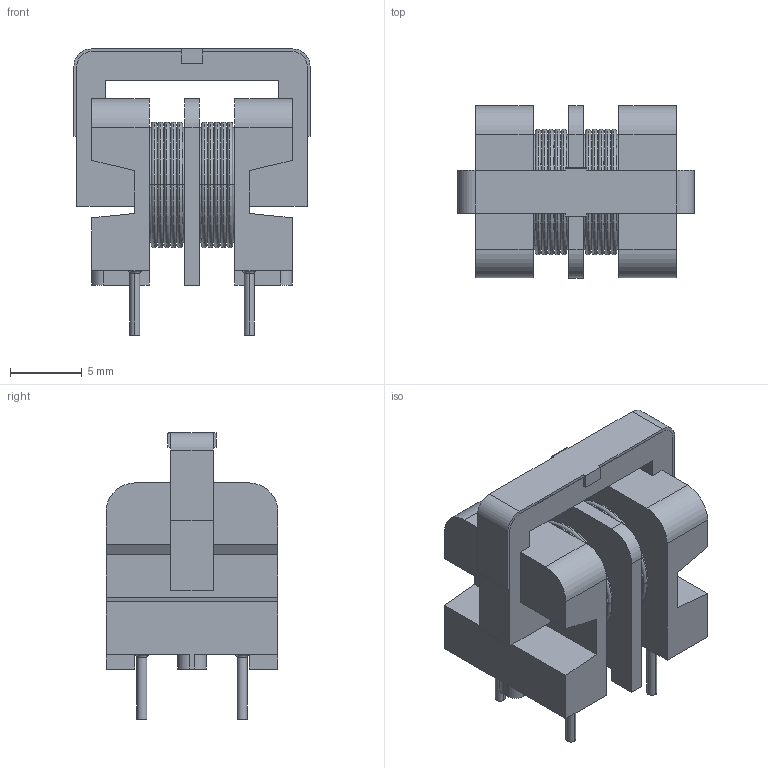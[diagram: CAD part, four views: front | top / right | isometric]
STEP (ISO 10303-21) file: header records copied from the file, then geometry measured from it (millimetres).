
FILE_DESCRIPTION (( 'STEP AP214' ), '1' );
FILE_NAME ('FILTER-TH_4P-L17.0-W12.0-H16.5-P7.00-D0.6-S8.00.step', '2022-06-24T03:37:52', ( '' ), ( '' ), 'SwSTEP 2.0', 'SolidWorks 2020', '' );
FILE_SCHEMA (( 'AUTOMOTIVE_DESIGN' ));
Length unit declared in the file: millimetre
Products named in the file (1): FILTER-TH_4P-L17.0-W12.0-H16.5-P7.00-D0.6-S8.00
Bounding box: 16.5 x 12 x 20 mm (x, y, z)
Volume: 1574.7 mm3; surface area: 2226.6 mm2
Topology: 16 solids, 16 shells, 454 faces, 1186 edges, 768 vertices
Faces by surface type: plane 249, bspline 112, torus 64, cylinder 29
Entity records: 20146 total; most frequent: CARTESIAN_POINT 4513, ORIENTED_EDGE 2372, DIRECTION 1830, EDGE_CURVE 1186, VECTOR 772, LINE 772, VERTEX_POINT 768, AXIS2_PLACEMENT_3D 529
